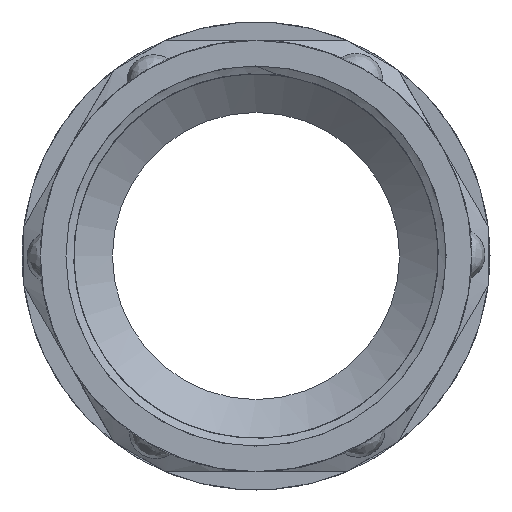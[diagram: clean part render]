
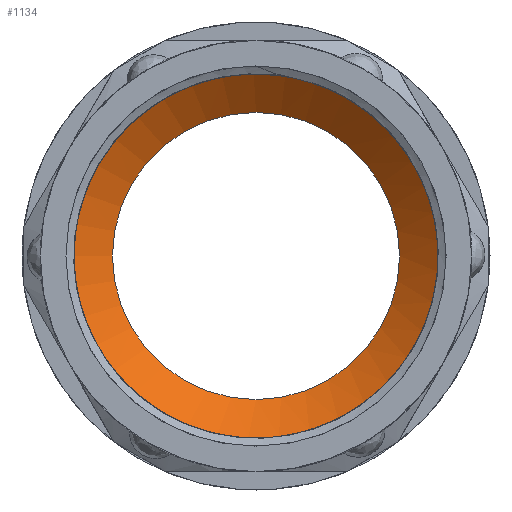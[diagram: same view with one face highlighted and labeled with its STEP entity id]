
A CAD part, left-side view. The second image highlights one B-rep face of the part: STEP entity #1134.
In plain terms, the highlighted conical face has half-angle 51.452 degrees and reference radius 15.848 mm.
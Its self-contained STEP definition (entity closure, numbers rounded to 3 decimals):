
#21=CONICAL_SURFACE('',#1260,15.848,51.452);
#248=FACE_BOUND('',#404,.T.);
#322=FACE_OUTER_BOUND('',#403,.T.);
#403=EDGE_LOOP('',(#1048,#1049));
#404=EDGE_LOOP('',(#1050));
#416=CIRCLE('',#1159,17.73);
#418=CIRCLE('',#1164,17.73);
#466=CIRCLE('',#1259,13.965);
#488=VERTEX_POINT('',#3474);
#491=VERTEX_POINT('',#3817);
#570=VERTEX_POINT('',#6288);
#602=EDGE_CURVE('',#491,#488,#416,.T.);
#608=EDGE_CURVE('',#488,#491,#418,.T.);
#734=EDGE_CURVE('',#570,#570,#466,.T.);
#1048=ORIENTED_EDGE('',*,*,#608,.F.);
#1049=ORIENTED_EDGE('',*,*,#602,.F.);
#1050=ORIENTED_EDGE('',*,*,#734,.T.);
#1134=ADVANCED_FACE('',(#322,#248),#21,.F.);
#1159=AXIS2_PLACEMENT_3D('',#3975,#1300,#1301);
#1164=AXIS2_PLACEMENT_3D('',#5079,#1312,#1313);
#1259=AXIS2_PLACEMENT_3D('',#6289,#1538,#1539);
#1260=AXIS2_PLACEMENT_3D('',#6290,#1540,#1541);
#1300=DIRECTION('center_axis',(1.,0.,0.));
#1301=DIRECTION('ref_axis',(0.,0.,-1.));
#1312=DIRECTION('center_axis',(1.,0.,0.));
#1313=DIRECTION('ref_axis',(0.,0.,-1.));
#1538=DIRECTION('center_axis',(1.,0.,0.));
#1539=DIRECTION('ref_axis',(0.,0.,-1.));
#1540=DIRECTION('center_axis',(-1.,0.,0.));
#1541=DIRECTION('ref_axis',(0.,1.,0.));
#3474=CARTESIAN_POINT('',(-14.7,-17.668,1.484));
#3817=CARTESIAN_POINT('',(-14.7,-15.166,9.185));
#3975=CARTESIAN_POINT('Origin',(-14.7,0.,0.));
#5079=CARTESIAN_POINT('Origin',(-14.7,0.,0.));
#6288=CARTESIAN_POINT('',(-11.7,13.965,0.));
#6289=CARTESIAN_POINT('Origin',(-11.7,0.,0.));
#6290=CARTESIAN_POINT('Origin',(-13.2,0.,0.));
